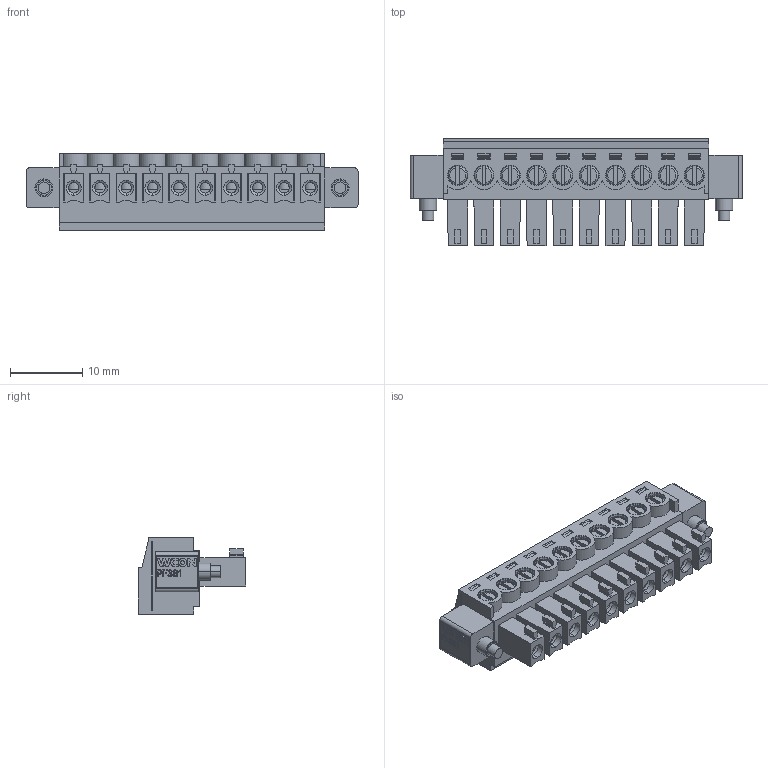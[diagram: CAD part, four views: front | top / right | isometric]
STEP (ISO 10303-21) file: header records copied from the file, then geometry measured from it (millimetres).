
FILE_DESCRIPTION( ('This file contains a STEP AP42 implementation' ,'as created by ZW3D STEP Interface translator.') ,'2;1' );
FILE_NAME( 'PF381-C10ASMW1.stp' ,'231125.143051', (''), ('ZWCAD Software Co.'), 'Version 1.0', 'ZW3D to STEP translator', '' );
FILE_SCHEMA(('AUTOMOTIVE_DESIGN { 1 0 10303 214 1 1 1 1 }'));
Length unit declared in the file: millimetre
Products named in the file (2): 0; PF381-C10ASMW1
Bounding box: 45.98 x 14.82 x 10.61 mm (x, y, z)
Volume: 2765.7 mm3; surface area: 7965.5 mm2
Topology: 23 solids, 45 shells, 1662 faces, 4407 edges, 2870 vertices
Faces by surface type: plane 1151, cylinder 322, cone 86, torus 80, bspline 23
Full cylindrical faces by diameter (mm): 0.537 x1, 1.147 x1
Entity records: 54205 total; most frequent: CARTESIAN_POINT 10775, ORIENTED_EDGE 8746, DIRECTION 8345, EDGE_CURVE 4407, VECTOR 3321, LINE 3321, VERTEX_POINT 2870, AXIS2_PLACEMENT_3D 2512
